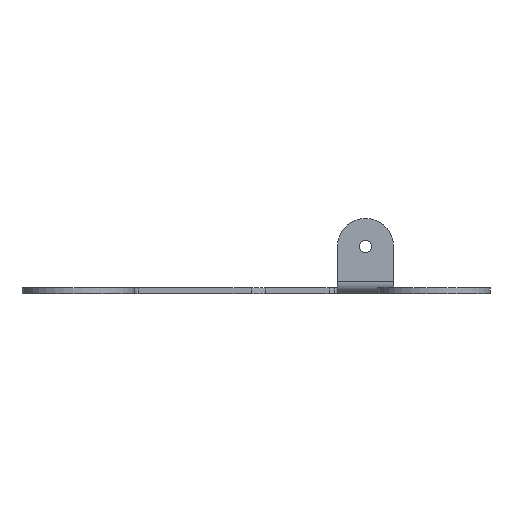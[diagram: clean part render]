
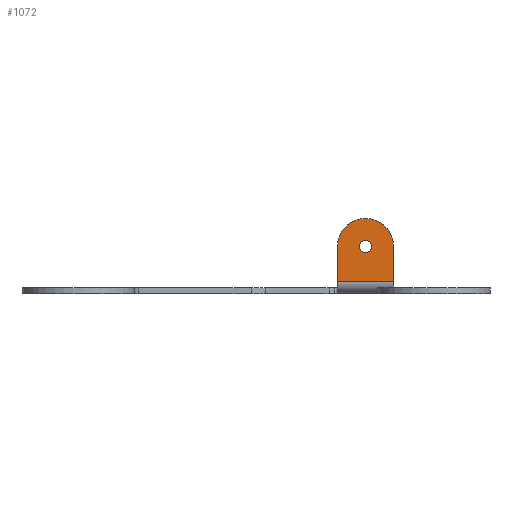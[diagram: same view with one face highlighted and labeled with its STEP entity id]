
A CAD part, left-side view. The second image highlights one B-rep face of the part: STEP entity #1072.
In plain terms, the highlighted planar face has unit normal (-1, 0, 0).
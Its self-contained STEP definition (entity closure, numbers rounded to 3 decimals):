
#18=FACE_BOUND('',#136,.T.);
#34=PLANE('',#1189);
#73=FACE_OUTER_BOUND('',#135,.T.);
#135=EDGE_LOOP('',(#846,#847,#848,#849));
#136=EDGE_LOOP('',(#850));
#207=LINE('',#1737,#304);
#226=LINE('',#1790,#323);
#228=LINE('',#1795,#325);
#304=VECTOR('',#1378,6.35);
#323=VECTOR('',#1435,10.);
#325=VECTOR('',#1443,10.);
#369=CIRCLE('',#1131,3.3);
#395=CIRCLE('',#1163,15.);
#441=VERTEX_POINT('',#1626);
#484=VERTEX_POINT('',#1724);
#485=VERTEX_POINT('',#1726);
#488=VERTEX_POINT('',#1736);
#503=VERTEX_POINT('',#1789);
#549=EDGE_CURVE('',#441,#441,#369,.T.);
#598=EDGE_CURVE('',#484,#485,#395,.T.);
#603=EDGE_CURVE('',#488,#485,#207,.T.);
#630=EDGE_CURVE('',#503,#488,#226,.T.);
#634=EDGE_CURVE('',#484,#503,#228,.T.);
#846=ORIENTED_EDGE('',*,*,#598,.F.);
#847=ORIENTED_EDGE('',*,*,#634,.T.);
#848=ORIENTED_EDGE('',*,*,#630,.T.);
#849=ORIENTED_EDGE('',*,*,#603,.T.);
#850=ORIENTED_EDGE('',*,*,#549,.T.);
#1072=ADVANCED_FACE('',(#73,#18),#34,.T.);
#1131=AXIS2_PLACEMENT_3D('',#1628,#1281,#1282);
#1163=AXIS2_PLACEMENT_3D('',#1727,#1368,#1369);
#1189=AXIS2_PLACEMENT_3D('',#1797,#1446,#1447);
#1281=DIRECTION('center_axis',(1.,0.,0.));
#1282=DIRECTION('ref_axis',(0.,1.,0.));
#1368=DIRECTION('center_axis',(1.,0.,0.));
#1369=DIRECTION('ref_axis',(0.,-1.,0.));
#1378=DIRECTION('',(0.,0.,1.));
#1435=DIRECTION('',(0.,-1.,0.));
#1443=DIRECTION('',(0.,0.,-1.));
#1446=DIRECTION('center_axis',(-1.,0.,0.));
#1447=DIRECTION('ref_axis',(0.,0.,1.));
#1626=CARTESIAN_POINT('',(-25.,33.2,22.));
#1628=CARTESIAN_POINT('Origin',(-25.,36.5,22.));
#1724=CARTESIAN_POINT('',(-25.,51.5,22.));
#1726=CARTESIAN_POINT('',(-25.,21.5,22.));
#1727=CARTESIAN_POINT('Origin',(-25.,36.5,22.));
#1736=CARTESIAN_POINT('',(-25.,21.5,3.175));
#1737=CARTESIAN_POINT('',(-25.,21.5,-16.774));
#1789=CARTESIAN_POINT('',(-25.,51.5,3.175));
#1790=CARTESIAN_POINT('',(-25.,36.5,3.175));
#1795=CARTESIAN_POINT('',(-25.,51.5,3.175));
#1797=CARTESIAN_POINT('Origin',(-25.,36.5,15.1));
